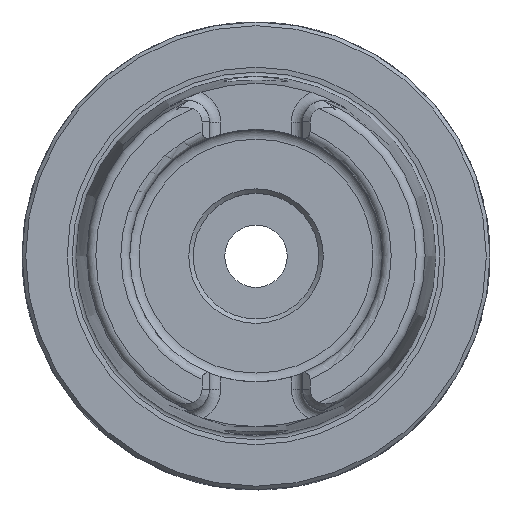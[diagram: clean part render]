
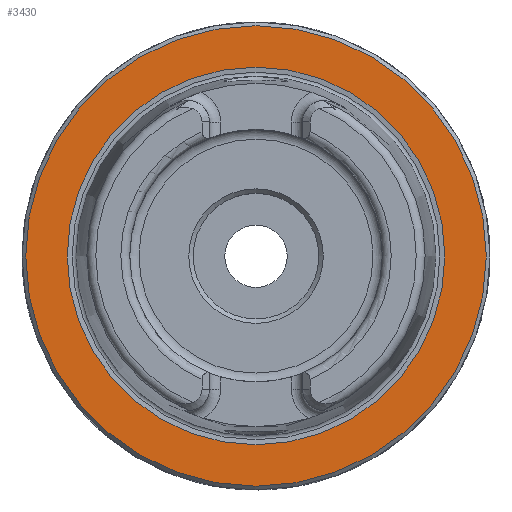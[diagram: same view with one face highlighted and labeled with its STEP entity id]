
A CAD part, top view. The second image highlights one B-rep face of the part: STEP entity #3430.
In plain terms, the highlighted planar face has unit normal (0, 0, 1).
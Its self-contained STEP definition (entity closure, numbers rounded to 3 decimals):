
#791=ORIENTED_EDGE('',*,*,#1290,.T.);
#792=ORIENTED_EDGE('',*,*,#1288,.F.);
#1288=EDGE_CURVE('',#1537,#1537,#1665,.T.);
#1290=EDGE_CURVE('',#1539,#1539,#1667,.T.);
#1537=VERTEX_POINT('',#5431);
#1539=VERTEX_POINT('',#5436);
#1665=CIRCLE('',#3664,25.418);
#1667=CIRCLE('',#3667,31.);
#1829=EDGE_LOOP('',(#791));
#1830=EDGE_LOOP('',(#792));
#2060=FACE_BOUND('',#1829,.T.);
#2061=FACE_BOUND('',#1830,.T.);
#2231=PLANE('',#3666);
#3430=ADVANCED_FACE('',(#2060,#2061),#2231,.T.);
#3664=AXIS2_PLACEMENT_3D('',#5430,#4200,#4201);
#3666=AXIS2_PLACEMENT_3D('',#5434,#4204,#4205);
#3667=AXIS2_PLACEMENT_3D('',#5435,#4206,#4207);
#4200=DIRECTION('',(0.,0.,1.));
#4201=DIRECTION('',(1.,0.,0.));
#4204=DIRECTION('',(0.,0.,1.));
#4205=DIRECTION('',(1.,0.,0.));
#4206=DIRECTION('',(0.,0.,1.));
#4207=DIRECTION('',(1.,0.,0.));
#5430=CARTESIAN_POINT('',(0.,0.,0.));
#5431=CARTESIAN_POINT('',(25.418,0.,0.));
#5434=CARTESIAN_POINT('',(31.,0.,0.));
#5435=CARTESIAN_POINT('',(0.,0.,0.));
#5436=CARTESIAN_POINT('',(31.,0.,0.));
